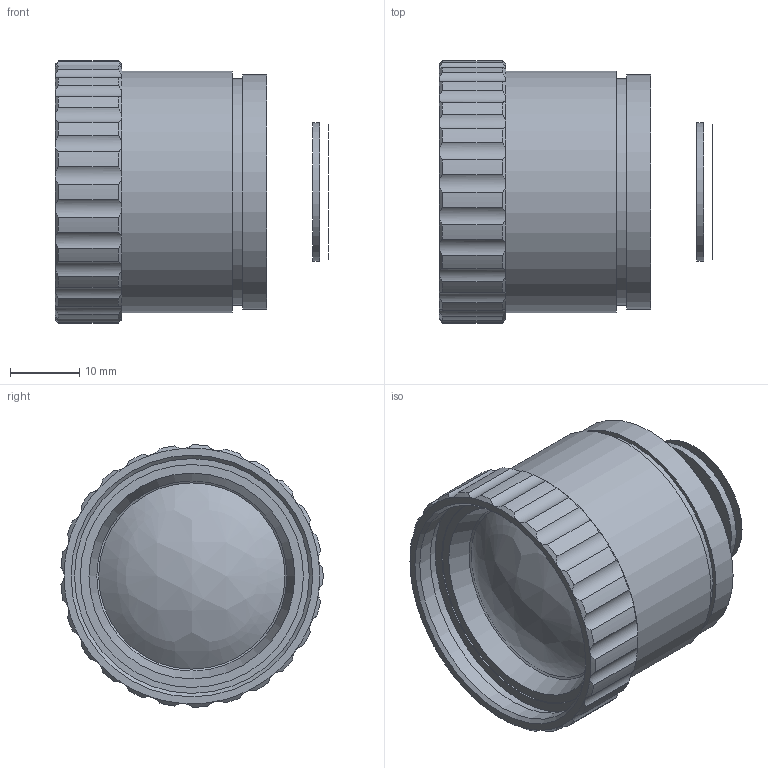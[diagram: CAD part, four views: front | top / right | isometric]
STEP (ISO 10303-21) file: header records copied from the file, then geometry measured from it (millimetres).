
FILE_DESCRIPTION (( 'STEP AP203' ), '1' );
FILE_NAME ('LA-0053-425F1消热差镜头外形图-20211012.STEP', '2023-11-06T08:18:13', ( 'Windows User' ), ( 'P R C' ), 'SwSTEP 2.0', 'SolidWorks 2020', '' );
FILE_SCHEMA (( 'CONFIG_CONTROL_DESIGN' ));
Length unit declared in the file: millimetre
Products named in the file (1): LA-0053-425F1消热差镜头外形图-20211012
Bounding box: 39.68 x 37.95 x 38 mm (x, y, z)
Volume: 24940.7 mm3; surface area: 8297.3 mm2
Topology: 3 solids, 3 shells, 129 faces, 291 edges, 177 vertices
Faces by surface type: cylinder 60, cone 54, plane 13, bspline 2
Full cylindrical faces by diameter (mm): 19.641 x1, 20.031 x1, 23 x1, 28.3 x1, 32.3 x1, 32.8 x1, 34 x2, 35 x2
Entity records: 4089 total; most frequent: CARTESIAN_POINT 1310, DIRECTION 556, ORIENTED_EDGE 550, EDGE_CURVE 275, AXIS2_PLACEMENT_3D 253, VERTEX_POINT 175, EDGE_LOOP 152, FACE_OUTER_BOUND 139
